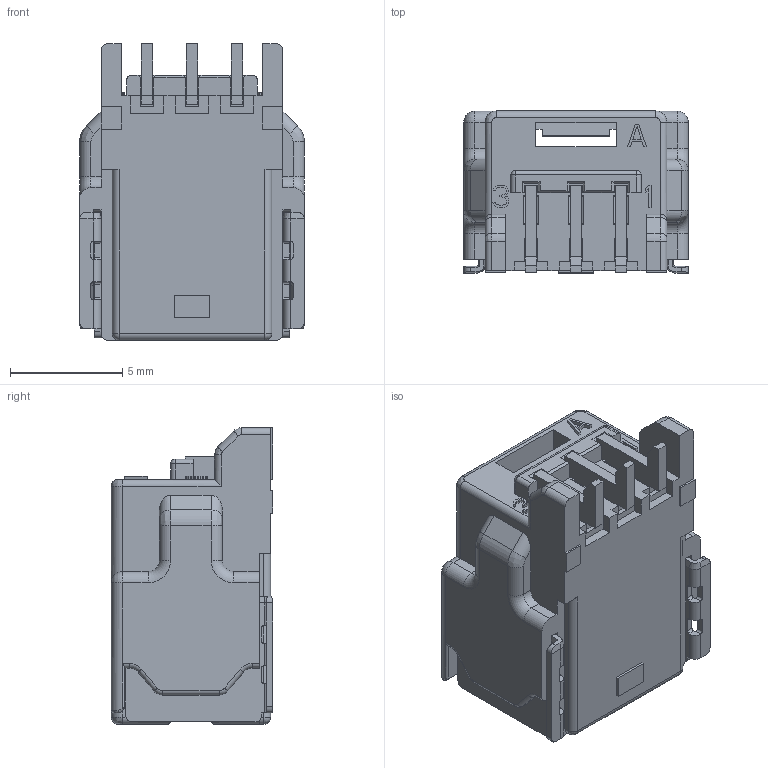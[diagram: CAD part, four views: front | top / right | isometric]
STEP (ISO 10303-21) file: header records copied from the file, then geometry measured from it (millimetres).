
FILE_DESCRIPTION((''),'2;1');
FILE_NAME('256_252_251_250_249_248_242_MAN','2016-08-05T',('Personal'),(''),'PRO/ENGINEER BY PARAMETRIC TECHNOLOGY CORPORATION, 2011080','PRO/ENGINEER BY PARAMETRIC TECHNOLOGY CORPORATION, 2011080','');
FILE_SCHEMA(('CONFIG_CONTROL_DESIGN'));
Length unit declared in the file: millimetre
Products named in the file (1): 256_252_251_250_249_248_242_MAN
Bounding box: 10 x 7.2 x 13.2 mm (x, y, z)
Volume: 356.9 mm3; surface area: 1029.4 mm2
Topology: 1 solids, 7 shells, 794 faces, 2160 edges, 1368 vertices
Faces by surface type: plane 548, cylinder 191, cone 20, torus 15, bspline 14, sphere 6
Entity records: 25118 total; most frequent: CARTESIAN_POINT 5045, ORIENTED_EDGE 4308, DIRECTION 3987, EDGE_CURVE 2154, VECTOR 1713, LINE 1713, VERTEX_POINT 1368, AXIS2_PLACEMENT_3D 1137
